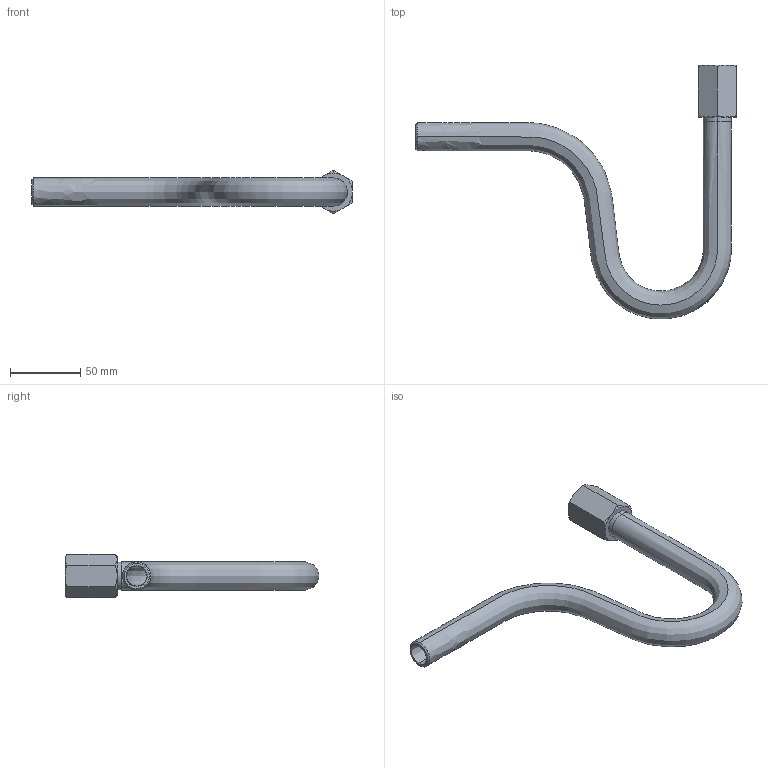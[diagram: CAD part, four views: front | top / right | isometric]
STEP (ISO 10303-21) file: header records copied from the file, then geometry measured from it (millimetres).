
FILE_DESCRIPTION (( 'STEP AP203' ), '1' );
FILE_NAME ('Smycka konden. zahnuta typ.B.STEP', '2013-02-20T11:22:48', ( 'Uzivatel' ), ( 'HP' ), 'SwSTEP 2.0', 'SolidWorks 2012', '' );
FILE_SCHEMA (( 'CONFIG_CONTROL_DESIGN' ));
Length unit declared in the file: millimetre
Products named in the file (1): Smycka konden. zahnuta typ.B
Bounding box: 228.5 x 180.86 x 31.18 mm (x, y, z)
Volume: 72460.1 mm3; surface area: 53805.9 mm2
Topology: 2 solids, 2 shells, 40 faces, 97 edges, 63 vertices
Faces by surface type: cone 16, plane 12, bspline 6, cylinder 6
Entity records: 5365 total; most frequent: CARTESIAN_POINT 4413, ORIENTED_EDGE 194, DIRECTION 158, EDGE_CURVE 97, AXIS2_PLACEMENT_3D 65, VERTEX_POINT 63, EDGE_LOOP 46, FACE_OUTER_BOUND 40
